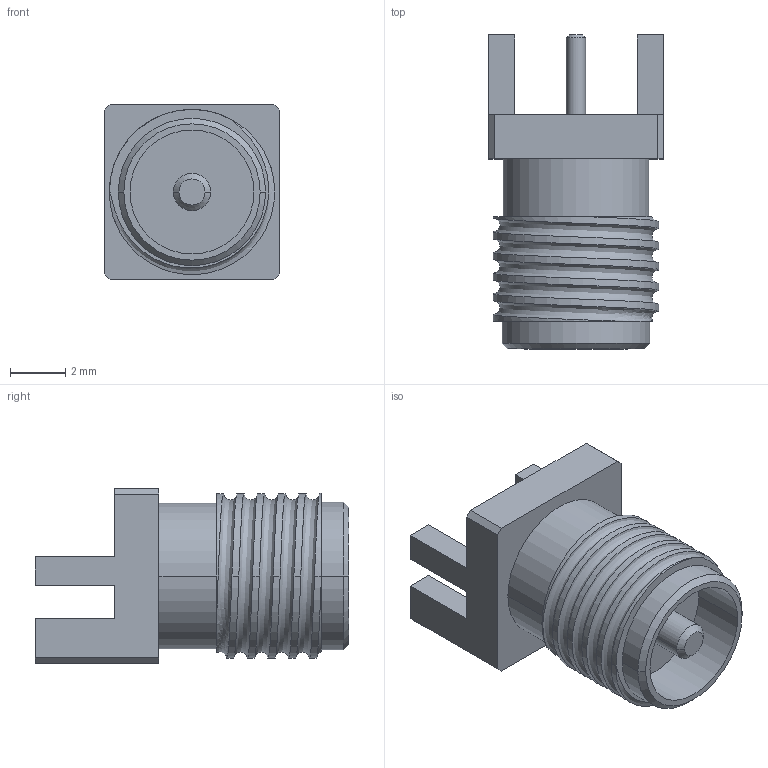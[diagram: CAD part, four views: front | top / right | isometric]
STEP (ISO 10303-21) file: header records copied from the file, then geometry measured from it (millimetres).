
FILE_DESCRIPTION (( 'STEP AP214' ), '1' );
FILE_NAME ('SMA-TH_SMA-KE-P901.step', '2022-07-15T04:40:43', ( '' ), ( '' ), 'SwSTEP 2.0', 'SolidWorks 2020', '' );
FILE_SCHEMA (( 'AUTOMOTIVE_DESIGN' ));
Length unit declared in the file: millimetre
Products named in the file (1): SMA-TH_SMA-KE-P901
Bounding box: 6.35 x 11.4 x 6.35 mm (x, y, z)
Volume: 216.7 mm3; surface area: 370.5 mm2
Topology: 14 solids, 14 shells, 354 faces, 929 edges, 618 vertices
Faces by surface type: plane 209, bspline 113, cylinder 24, cone 6, torus 2
Entity records: 17398 total; most frequent: CARTESIAN_POINT 5410, ORIENTED_EDGE 1856, DIRECTION 1196, EDGE_CURVE 928, VECTOR 638, LINE 638, VERTEX_POINT 616, EDGE_LOOP 380
